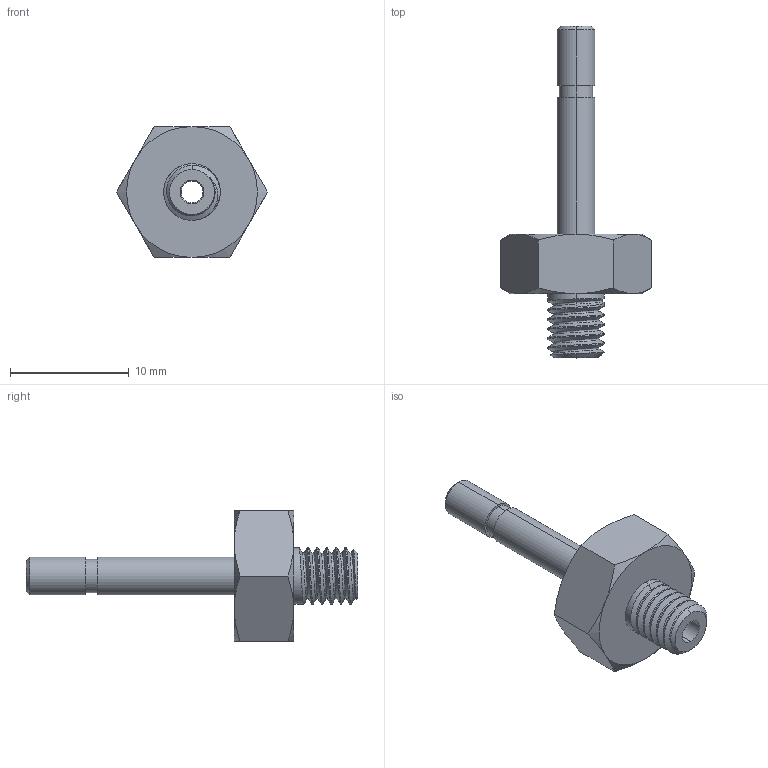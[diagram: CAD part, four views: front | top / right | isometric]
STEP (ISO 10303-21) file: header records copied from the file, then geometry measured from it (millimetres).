
FILE_DESCRIPTION (( 'STEP AP214' ), '1' );
FILE_NAME ('TAS1-8-10-32.STEP', '2018-07-30T19:39:00', ( '' ), ( '' ), 'SwSTEP 2.0', 'SolidWorks 2016', '' );
FILE_SCHEMA (( 'AUTOMOTIVE_DESIGN' ));
Length unit declared in the file: millimetre
Products named in the file (1): TAS1-8-10-32
Bounding box: 12.7 x 27.9 x 11 mm (x, y, z)
Volume: 660.5 mm3; surface area: 831.7 mm2
Topology: 1 solids, 1 shells, 60 faces, 138 edges, 84 vertices
Faces by surface type: cylinder 22, cone 20, plane 12, bspline 6
Entity records: 3852 total; most frequent: CARTESIAN_POINT 1934, ORIENTED_EDGE 276, DIRECTION 228, EDGE_CURVE 138, AXIS2_PLACEMENT_3D 96, VERTEX_POINT 84, EDGE_LOOP 66, UNCERTAINTY_MEASURE_WITH_UNIT 63
